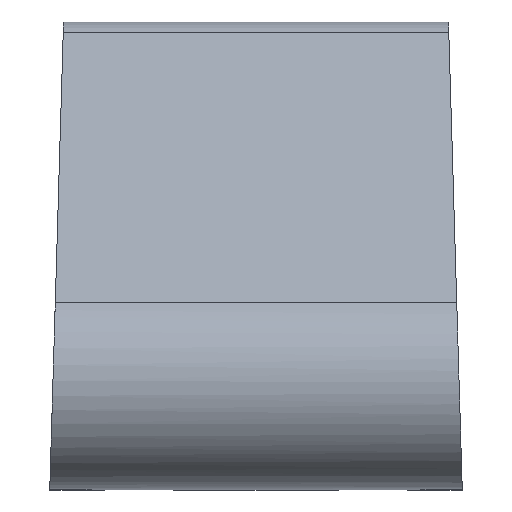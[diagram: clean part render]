
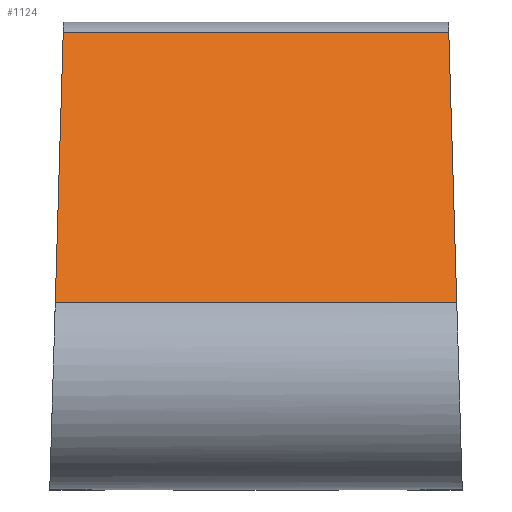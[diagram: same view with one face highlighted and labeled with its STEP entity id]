
A CAD part, top view. The second image highlights one B-rep face of the part: STEP entity #1124.
In plain terms, the highlighted planar face has unit normal (0, 0.785, 0.62).
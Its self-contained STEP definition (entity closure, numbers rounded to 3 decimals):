
#388=CARTESIAN_POINT('',(-0.73,0.678,
-0.144));
#390=CARTESIAN_POINT('',(0.73,0.678,
-0.144));
#416=DIRECTION('',(0.018,0.62,-0.784));
#417=VECTOR('',#416,1.586);
#418=CARTESIAN_POINT('',(-0.73,0.678,
-0.144));
#419=LINE('',#418,#417);
#420=DIRECTION('',(-0.018,0.62,-0.784));
#421=VECTOR('',#420,1.586);
#422=CARTESIAN_POINT('',(0.73,0.678,
-0.144));
#423=LINE('',#422,#421);
#424=DIRECTION('',(-1.,0.,0.));
#425=VECTOR('',#424,1.46);
#426=CARTESIAN_POINT('',(0.73,0.678,
-0.144));
#427=LINE('',#426,#425);
#440=DIRECTION('',(-1.,0.,0.));
#441=VECTOR('',#440,1.402);
#442=CARTESIAN_POINT('',(0.701,1.661,-1.388));
#443=LINE('',#442,#441);
#589=VERTEX_POINT('',#388);
#590=VERTEX_POINT('',#390);
#592=CARTESIAN_POINT('',(-0.701,1.661,
-1.388));
#593=VERTEX_POINT('',#592);
#594=CARTESIAN_POINT('',(0.701,1.661,-1.388));
#595=VERTEX_POINT('',#594);
#1112=CARTESIAN_POINT('',(0.75,0.678,-0.144));
#1113=DIRECTION('',(0.,0.785,0.62));
#1114=DIRECTION('',(0.,0.62,-0.785));
#1115=AXIS2_PLACEMENT_3D('',#1112,#1113,#1114);
#1116=PLANE('',#1115);
#1117=ORIENTED_EDGE('',*,*,#658,.T.);
#1119=ORIENTED_EDGE('',*,*,#1118,.F.);
#1120=ORIENTED_EDGE('',*,*,#793,.F.);
#1121=ORIENTED_EDGE('',*,*,#1105,.T.);
#1122=EDGE_LOOP('',(#1117,#1119,#1120,#1121));
#1123=FACE_OUTER_BOUND('',#1122,.F.);
#658=EDGE_CURVE('',#589,#593,#419,.T.);
#793=EDGE_CURVE('',#590,#595,#423,.T.);
#1105=EDGE_CURVE('',#590,#589,#427,.T.);
#1118=EDGE_CURVE('',#595,#593,#443,.T.);
#1124=ADVANCED_FACE('',(#1123),#1116,.T.);
